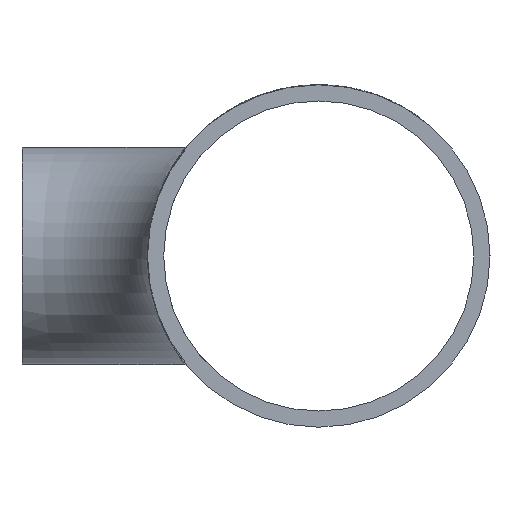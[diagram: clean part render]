
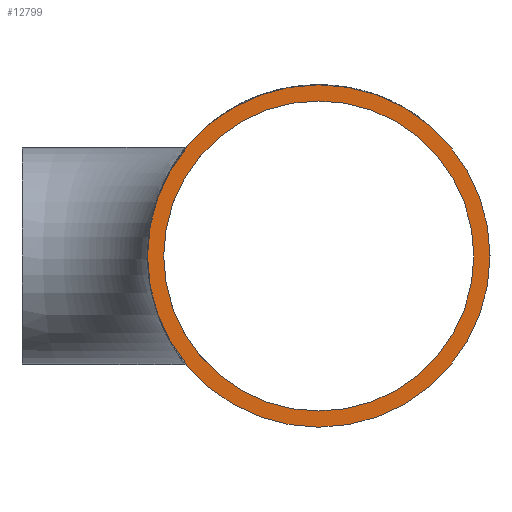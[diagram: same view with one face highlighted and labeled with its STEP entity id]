
A CAD part, left-side view. The second image highlights one B-rep face of the part: STEP entity #12799.
In plain terms, the highlighted planar face has unit normal (-1, 0, 0).
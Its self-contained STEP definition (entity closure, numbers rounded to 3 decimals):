
#317 = CIRCLE ( 'NONE', #2814, 21.2 ) ;
#2340 = DIRECTION ( 'NONE',  ( 0., 0., -1. ) ) ;
#2814 = AXIS2_PLACEMENT_3D ( 'NONE', #2939, #18900, #9112 ) ;
#2939 = CARTESIAN_POINT ( 'NONE',  ( -48., -36.74, 0. ) ) ;
#5860 = DIRECTION ( 'NONE',  ( 1., 0., 0. ) ) ;
#7042 = EDGE_CURVE ( 'NONE', #23249, #23249, #317, .T. ) ;
#7329 = VERTEX_POINT ( 'NONE', #12847 ) ;
#7901 = FACE_OUTER_BOUND ( 'NONE', #12905, .T. ) ;
#9112 = DIRECTION ( 'NONE',  ( 0., 0., -1. ) ) ;
#9431 = CARTESIAN_POINT ( 'NONE',  ( -48., -36.74, -21.2 ) ) ;
#10473 = DIRECTION ( 'NONE',  ( 1., 0., 0. ) ) ;
#11153 = ORIENTED_EDGE ( 'NONE', *, *, #18069, .T. ) ;
#12799 = ADVANCED_FACE ( 'NONE', ( #22330, #7901 ), #15889, .F. ) ;
#12847 = CARTESIAN_POINT ( 'NONE',  ( -48., -36.74, -19.2 ) ) ;
#12905 = EDGE_LOOP ( 'NONE', ( #16510 ) ) ;
#15827 = CARTESIAN_POINT ( 'NONE',  ( -48., -36.74, 0. ) ) ;
#15889 = PLANE ( 'NONE',  #21026 ) ;
#16510 = ORIENTED_EDGE ( 'NONE', *, *, #7042, .F. ) ;
#16748 = CARTESIAN_POINT ( 'NONE',  ( -48., -36.74, 0. ) ) ;
#18069 = EDGE_CURVE ( 'NONE', #7329, #7329, #20846, .T. ) ;
#18900 = DIRECTION ( 'NONE',  ( 1., 0., 0. ) ) ;
#19202 = EDGE_LOOP ( 'NONE', ( #11153 ) ) ;
#20846 = CIRCLE ( 'NONE', #25027, 19.2 ) ;
#21026 = AXIS2_PLACEMENT_3D ( 'NONE', #16748, #10473, #2340 ) ;
#21782 = DIRECTION ( 'NONE',  ( 0., 0., -1. ) ) ;
#22330 = FACE_BOUND ( 'NONE', #19202, .T. ) ;
#23249 = VERTEX_POINT ( 'NONE', #9431 ) ;
#25027 = AXIS2_PLACEMENT_3D ( 'NONE', #15827, #5860, #21782 ) ;
